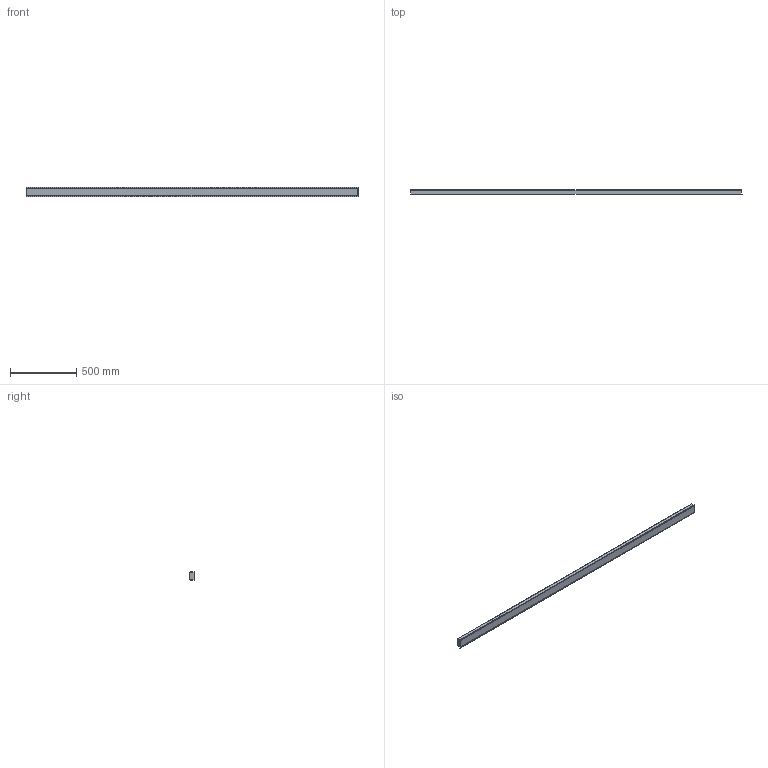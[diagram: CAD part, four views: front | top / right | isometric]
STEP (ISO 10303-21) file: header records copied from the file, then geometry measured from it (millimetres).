
FILE_DESCRIPTION (( 'STEP AP214' ), '1' );
FILE_NAME ('PROFILE 60 2500.STEP', '2018-07-25T10:10:04', ( '' ), ( '' ), 'SwSTEP 2.0', 'SolidWorks 2013', '' );
FILE_SCHEMA (( 'AUTOMOTIVE_DESIGN' ));
Length unit declared in the file: millimetre
Products named in the file (1): PROFILE 60 2500
Bounding box: 2500 x 35.1 x 73 mm (x, y, z)
Volume: 836996.3 mm3; surface area: 974711.2 mm2
Topology: 1 solids, 2 shells, 26 faces, 60 edges, 40 vertices
Faces by surface type: plane 26
Entity records: 1042 total; most frequent: CARTESIAN_POINT 127, ORIENTED_EDGE 120, DIRECTION 114, VECTOR 60, EDGE_CURVE 60, LINE 60, VERTEX_POINT 40, UNCERTAINTY_MEASURE_WITH_UNIT 29
